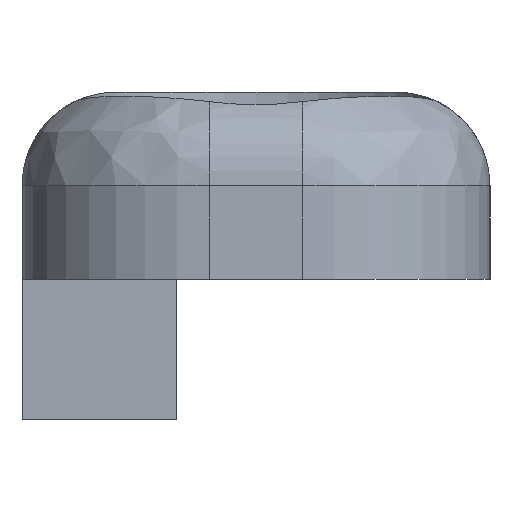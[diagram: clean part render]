
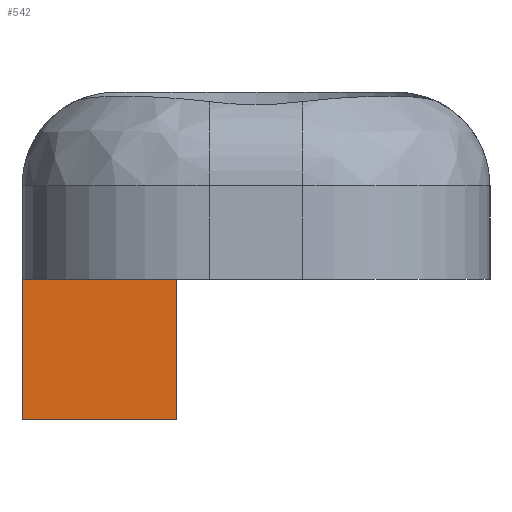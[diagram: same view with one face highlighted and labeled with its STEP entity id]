
A CAD part, left-side view. The second image highlights one B-rep face of the part: STEP entity #542.
In plain terms, the highlighted planar face has unit normal (-1, 0, 0).
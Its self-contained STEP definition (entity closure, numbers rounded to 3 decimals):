
#26=PLANE('',#611);
#71=FACE_OUTER_BOUND('',#105,.T.);
#105=EDGE_LOOP('',(#463,#464,#465,#466));
#139=LINE('',#1004,#177);
#142=LINE('',#1018,#180);
#143=LINE('',#1020,#181);
#144=LINE('',#1021,#182);
#177=VECTOR('',#731,10.);
#180=VECTOR('',#748,10.);
#181=VECTOR('',#749,10.);
#182=VECTOR('',#750,10.);
#256=VERTEX_POINT('',#1001);
#257=VERTEX_POINT('',#1003);
#261=VERTEX_POINT('',#1017);
#262=VERTEX_POINT('',#1019);
#327=EDGE_CURVE('',#257,#256,#139,.T.);
#333=EDGE_CURVE('',#257,#261,#142,.T.);
#334=EDGE_CURVE('',#262,#256,#143,.T.);
#335=EDGE_CURVE('',#261,#262,#144,.T.);
#463=ORIENTED_EDGE('',*,*,#333,.F.);
#464=ORIENTED_EDGE('',*,*,#327,.T.);
#465=ORIENTED_EDGE('',*,*,#334,.F.);
#466=ORIENTED_EDGE('',*,*,#335,.F.);
#542=ADVANCED_FACE('',(#71),#26,.T.);
#611=AXIS2_PLACEMENT_3D('',#1016,#746,#747);
#731=DIRECTION('',(0.,0.,-1.));
#746=DIRECTION('center_axis',(-1.,0.,0.));
#747=DIRECTION('ref_axis',(0.,1.,0.));
#748=DIRECTION('',(0.,-1.,0.));
#749=DIRECTION('',(0.,1.,0.));
#750=DIRECTION('',(0.,0.,-1.));
#1001=CARTESIAN_POINT('',(0.5,2.5,-1.5));
#1003=CARTESIAN_POINT('',(0.5,2.5,0.));
#1004=CARTESIAN_POINT('',(0.5,2.5,0.));
#1016=CARTESIAN_POINT('Origin',(0.5,0.85,0.));
#1017=CARTESIAN_POINT('',(0.5,0.85,0.));
#1018=CARTESIAN_POINT('',(0.5,0.425,0.));
#1019=CARTESIAN_POINT('',(0.5,0.85,-1.5));
#1020=CARTESIAN_POINT('',(0.5,0.85,-1.5));
#1021=CARTESIAN_POINT('',(0.5,0.85,0.));
